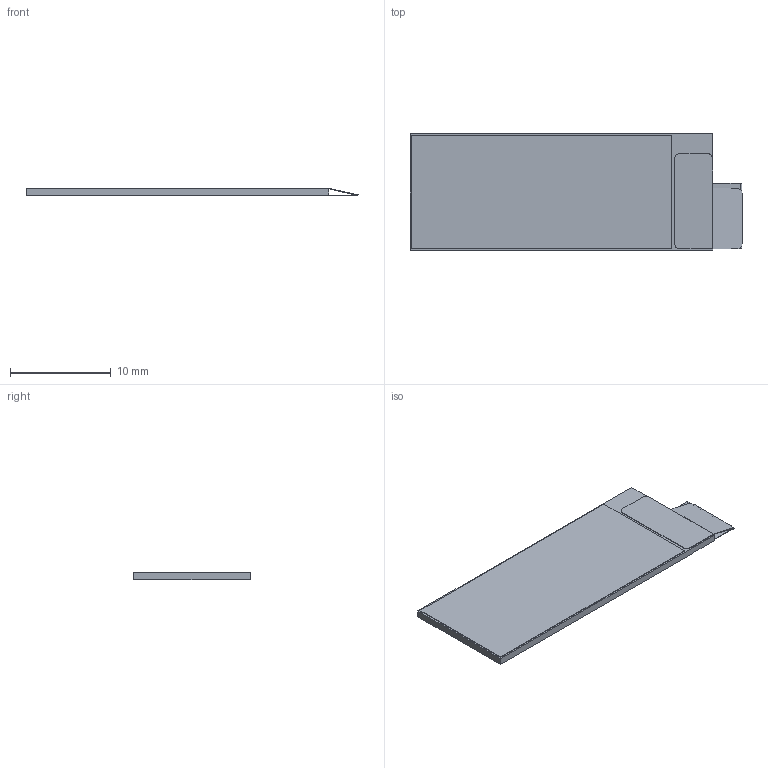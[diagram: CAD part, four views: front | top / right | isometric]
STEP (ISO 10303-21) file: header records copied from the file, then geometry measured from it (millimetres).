
FILE_DESCRIPTION(('FreeCAD Model'),'2;1');
FILE_NAME('OLED_0.91_bareV0_5.step','2020-01-06T12:19:14',('Author'),(''), 'Open CASCADE STEP processor 7.3','FreeCAD','Unknown');
FILE_SCHEMA(('AUTOMOTIVE_DESIGN { 1 0 10303 214 1 1 1 1 }'));
Length unit declared in the file: millimetre
Products named in the file (1): Cut
Bounding box: 32.92 x 11.6 x 0.77 mm (x, y, z)
Volume: 268.3 mm3; surface area: 835.1 mm2
Topology: 1 solids, 1 shells, 36 faces, 95 edges, 62 vertices
Faces by surface type: plane 27, cylinder 9
Entity records: 2622 total; most frequent: CARTESIAN_POINT 460, DIRECTION 351, LINE 233, VECTOR 233, ORIENTED_EDGE 190, PCURVE 190, DEFINITIONAL_REPRESENTATION 190, EDGE_CURVE 95
